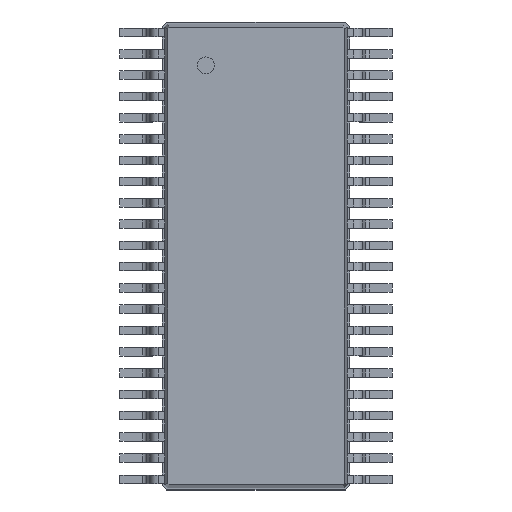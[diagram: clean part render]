
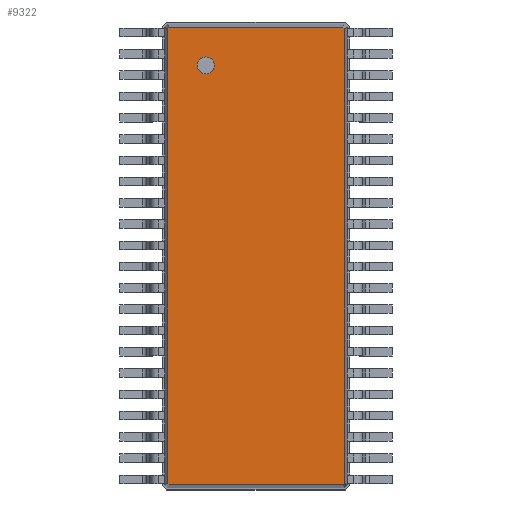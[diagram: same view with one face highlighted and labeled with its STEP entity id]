
A CAD part, top view. The second image highlights one B-rep face of the part: STEP entity #9322.
In plain terms, the highlighted planar face has unit normal (0, 0, 1).
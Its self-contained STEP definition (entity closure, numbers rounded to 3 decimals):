
#27=VECTOR('',#28,1.);
#28=DIRECTION('',(1.,0.,0.));
#51=VECTOR('',#52,1.);
#52=DIRECTION('',(0.707,-0.707,0.));
#58=VECTOR('',#59,1.);
#59=DIRECTION('',(0.,-1.,0.));
#65=VECTOR('',#66,1.);
#66=DIRECTION('',(-0.707,-0.707,0.));
#72=VECTOR('',#73,1.);
#73=DIRECTION('',(-1.,0.,0.));
#79=VECTOR('',#80,1.);
#80=DIRECTION('',(-0.707,0.707,0.));
#86=VECTOR('',#87,1.);
#87=DIRECTION('',(0.,1.,0.));
#91=VECTOR('',#92,1.);
#92=DIRECTION('',(0.707,0.707,0.));
#2450=DIRECTION('',(0.,0.,-1.));
#2629=VERTEX_POINT('',#2630);
#2630=CARTESIAN_POINT('',(-2.079,5.339,1.2));
#2633=EDGE_CURVE('',#2634,#2629,#2636,.T.);
#2634=VERTEX_POINT('',#2635);
#2635=CARTESIAN_POINT('',(-2.079,-5.339,1.2));
#2636=LINE('',#2635,#86);
#2647=VERTEX_POINT('',#2648);
#2648=CARTESIAN_POINT('',(-2.039,5.379,1.2));
#2651=EDGE_CURVE('',#2629,#2647,#2652,.T.);
#2652=LINE('',#2630,#91);
#2661=VERTEX_POINT('',#2662);
#2662=CARTESIAN_POINT('',(2.039,5.379,1.2));
#2665=EDGE_CURVE('',#2647,#2661,#2666,.T.);
#2666=LINE('',#2648,#27);
#2675=VERTEX_POINT('',#2676);
#2676=CARTESIAN_POINT('',(2.079,5.339,1.2));
#2679=EDGE_CURVE('',#2661,#2675,#2680,.T.);
#2680=LINE('',#2662,#51);
#2865=VERTEX_POINT('',#2866);
#2866=CARTESIAN_POINT('',(2.079,-5.339,1.2));
#2869=EDGE_CURVE('',#2675,#2865,#2870,.T.);
#2870=LINE('',#2676,#58);
#9322=ADVANCED_FACE('',(#9323,#9343),#9353,.F.);
#9323=FACE_BOUND('',#9324,.F.);
#9324=EDGE_LOOP('',(#9325,#9326,#9327,#9328,#9333,#9338,#9341,#9342));
#9325=ORIENTED_EDGE('',*,*,#2665,.T.);
#9326=ORIENTED_EDGE('',*,*,#2679,.T.);
#9327=ORIENTED_EDGE('',*,*,#2869,.T.);
#9328=ORIENTED_EDGE('',*,*,#9329,.T.);
#9329=EDGE_CURVE('',#2865,#9330,#9332,.T.);
#9330=VERTEX_POINT('',#9331);
#9331=CARTESIAN_POINT('',(2.039,-5.379,1.2));
#9332=LINE('',#2866,#65);
#9333=ORIENTED_EDGE('',*,*,#9334,.T.);
#9334=EDGE_CURVE('',#9330,#9335,#9337,.T.);
#9335=VERTEX_POINT('',#9336);
#9336=CARTESIAN_POINT('',(-2.039,-5.379,1.2));
#9337=LINE('',#9331,#72);
#9338=ORIENTED_EDGE('',*,*,#9339,.T.);
#9339=EDGE_CURVE('',#9335,#2634,#9340,.T.);
#9340=LINE('',#9336,#79);
#9341=ORIENTED_EDGE('',*,*,#2633,.T.);
#9342=ORIENTED_EDGE('',*,*,#2651,.T.);
#9343=FACE_BOUND('',#9344,.F.);
#9344=EDGE_LOOP('',(#9345));
#9345=ORIENTED_EDGE('',*,*,#9346,.F.);
#9346=EDGE_CURVE('',#9347,#9347,#9349,.T.);
#9347=VERTEX_POINT('',#9348);
#9348=CARTESIAN_POINT('',(-1.179,4.279,1.2));
#9349=CIRCLE('',#9350,0.2);
#9350=AXIS2_PLACEMENT_3D('',#9351,#9352,#59);
#9351=CARTESIAN_POINT('',(-1.179,4.479,1.2));
#9352=DIRECTION('',(0.,-0.,-1.));
#9353=PLANE('',#9354);
#9354=AXIS2_PLACEMENT_3D('',#2648,#2450,#9355);
#9355=DIRECTION('',(0.355,-0.935,0.));
